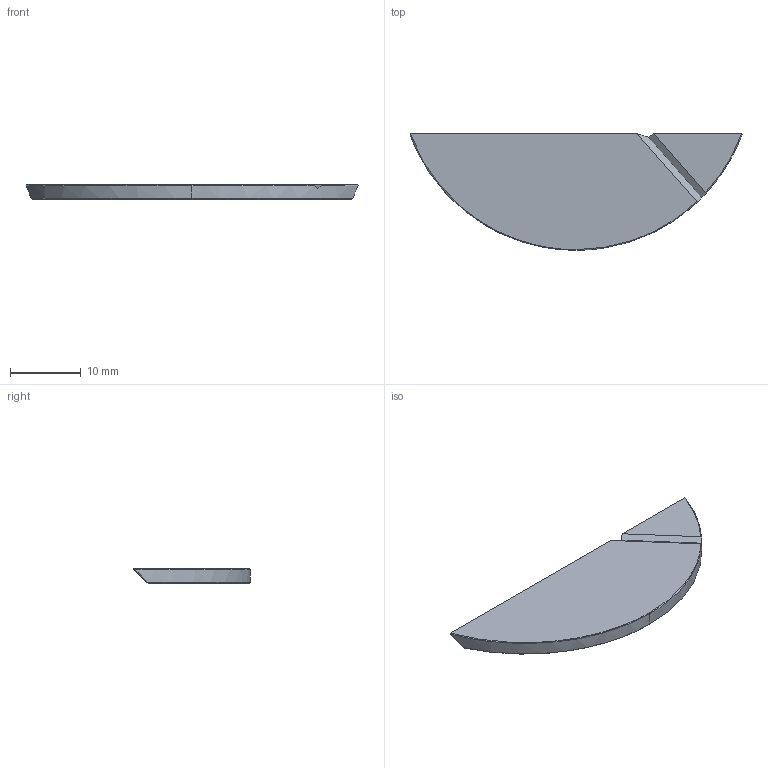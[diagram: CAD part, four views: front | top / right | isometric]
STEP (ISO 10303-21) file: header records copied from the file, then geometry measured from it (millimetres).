
FILE_DESCRIPTION((''),'2;1');
FILE_NAME('Fichier plaque aluminium secondaire.stp','2019-09-26T11:03:54',(''),(''),'STEP Write','Mastercam 2019 ... CNC Software, Inc.','');
FILE_SCHEMA(('AUTOMOTIVE_DESIGN'));
Length unit declared in the file: millimetre
Products named in the file (1): None
Bounding box: 46.89 x 16.48 x 2 mm (x, y, z)
Volume: 1035.2 mm3; surface area: 1278.9 mm2
Topology: 1 solids, 1 shells, 24 faces, 52 edges, 30 vertices
Faces by surface type: plane 15, bspline 9
Entity records: 785 total; most frequent: CARTESIAN_POINT 304, ORIENTED_EDGE 104, DIRECTION 58, EDGE_CURVE 52, VERTEX_POINT 30, STYLED_ITEM 26, VECTOR 24, LINE 24
